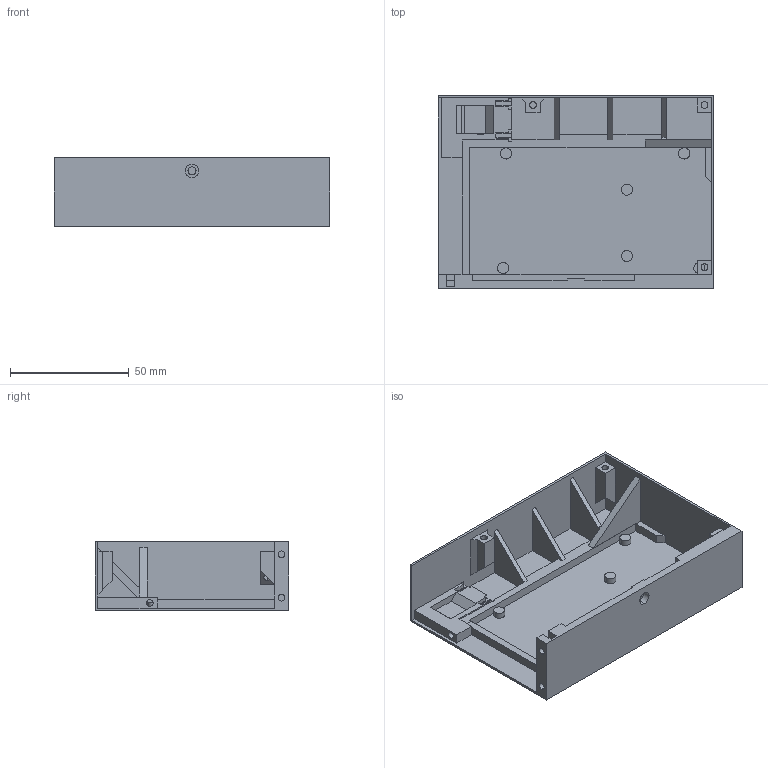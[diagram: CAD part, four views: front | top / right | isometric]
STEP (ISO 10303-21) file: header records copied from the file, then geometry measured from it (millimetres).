
FILE_DESCRIPTION (( 'STEP AP203' ), '1' );
FILE_NAME ('c1_bottom.step', '2021-01-10T11:56:05', ( '' ), ( '' ), 'SwSTEP 2.0', 'SolidWorks 2020', '' );
FILE_SCHEMA (( 'CONFIG_CONTROL_DESIGN' ));
Length unit declared in the file: millimetre
Products named in the file (1): c1_bottom
Bounding box: 116 x 81.36 x 29 mm (x, y, z)
Volume: 39775 mm3; surface area: 41402.7 mm2
Topology: 1 solids, 1 shells, 161 faces, 435 edges, 287 vertices
Faces by surface type: plane 129, cylinder 32
Entity records: 5094 total; most frequent: CARTESIAN_POINT 899, ORIENTED_EDGE 870, DIRECTION 818, EDGE_CURVE 435, LINE 366, VECTOR 366, VERTEX_POINT 287, AXIS2_PLACEMENT_3D 226
